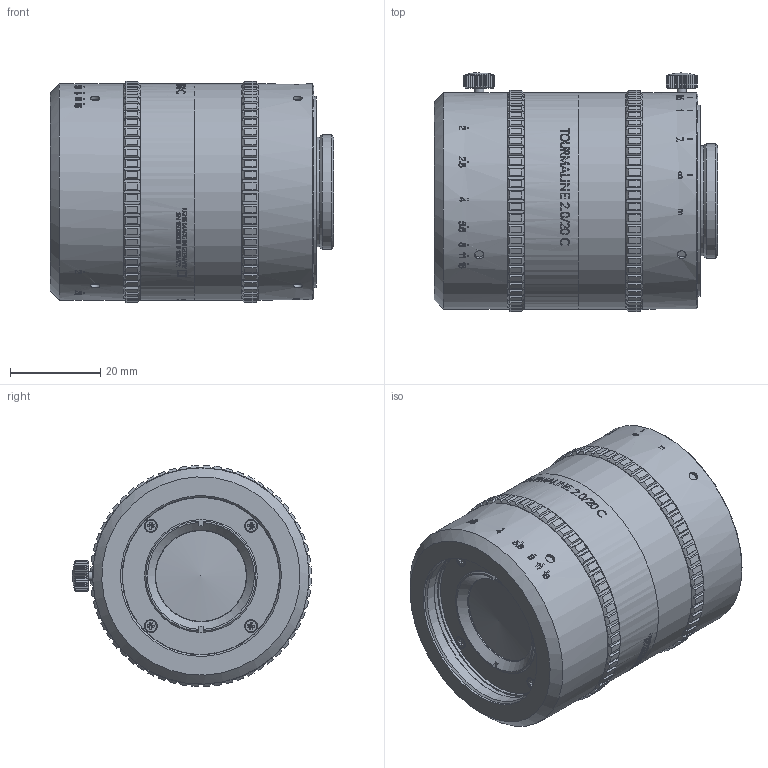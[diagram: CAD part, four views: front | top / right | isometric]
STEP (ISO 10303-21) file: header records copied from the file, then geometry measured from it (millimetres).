
FILE_DESCRIPTION(/* description */ (''),/* implementation_level */ '2;1');
FILE_NAME(/* name */ '1056472_00155429_003.stp',/* time_stamp */ '2022-02-15T09:56:09+01:00',/* author */ (''),/* organization */ (''),/* preprocessor_version */ 'ST-DEVELOPER v16',/* originating_system */ 'SIEMENS PLM Software NX 10.0',/* authorisation */ '');
FILE_SCHEMA (('AP203_CONFIGURATION_CONTROLLED_3D_DESIGN_OF_MECHANICAL_PARTS_AND_ASSEMBLIES_MIM_LF { 1 0 10303 403 2 1 2}'));
Length unit declared in the file: millimetre
Products named in the file (1): Froe8A3C10CDc200
Bounding box: 62.9 x 53.05 x 49.1 mm (x, y, z)
Volume: 97326.6 mm3; surface area: 19098.1 mm2
Topology: 1 solids, 4 shells, 1093 faces, 3651 edges, 2798 vertices
Faces by surface type: plane 677, cylinder 251, bspline 124, cone 32, torus 5, sphere 4
Full cylindrical faces by diameter (mm): 1.7 x4, 1.9 x4, 2 x4, 2.05 x3, 2.5 x4, 3 x4, 17 x1, 19 x1, 19.5 x1, 19.8 x1, 19.96 x1, 20.3 x1, 20.7 x1, 22.5 x1, 24.4 x1, 24.5 x1, 25.4 x1, 28.5 x1, 30 x1, 34.8 x1, 34.96 x1, 35 x2, 35.1 x1, 35.7 x2, 36.54 x1, 38 x1, 38.2 x1, 42.4 x1, 42.5 x1, 48 x4
Entity records: 42173 total; most frequent: CARTESIAN_POINT 15559, ORIENTED_EDGE 7016, EDGE_CURVE 3509, DIRECTION 3277, VERTEX_POINT 2755, B_SPLINE_CURVE_WITH_KNOTS 1835, EDGE_LOOP 1428, AXIS2_PLACEMENT_3D 1194
